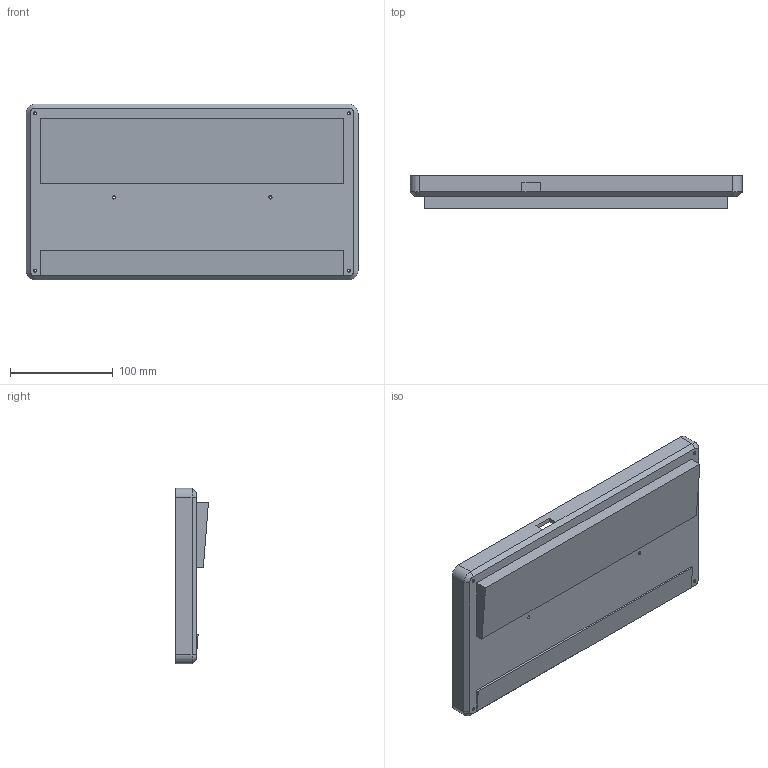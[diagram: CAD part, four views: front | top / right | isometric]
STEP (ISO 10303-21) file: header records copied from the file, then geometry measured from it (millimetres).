
FILE_DESCRIPTION(/* description */ (''),/* implementation_level */ '2;1');
FILE_NAME(/* name */ 'BasketCasePrototype.step',/* time_stamp */ '2021-04-22T16:22:36+09:00',/* author */ (''),/* organization */ (''),/* preprocessor_version */ 'ST-DEVELOPER v18.1',/* originating_system */ 'Autodesk Translation Framework v10.6.0.1341',/* authorisation */ '');
FILE_SCHEMA (('AUTOMOTIVE_DESIGN { 1 0 10303 214 3 1 1 }'));
Length unit declared in the file: millimetre
Products named in the file (1): SwitchPlate
Bounding box: 322.8 x 32 x 170.88 mm (x, y, z)
Volume: 458416.3 mm3; surface area: 149989.5 mm2
Topology: 1 solids, 1 shells, 51 faces, 129 edges, 80 vertices
Faces by surface type: plane 27, cylinder 14, cone 10
Full cylindrical faces by diameter (mm): 2.5 x6
Entity records: 1578 total; most frequent: DIRECTION 271, CARTESIAN_POINT 261, ORIENTED_EDGE 258, EDGE_CURVE 129, LINE 91, VECTOR 91, AXIS2_PLACEMENT_3D 90, VERTEX_POINT 80
